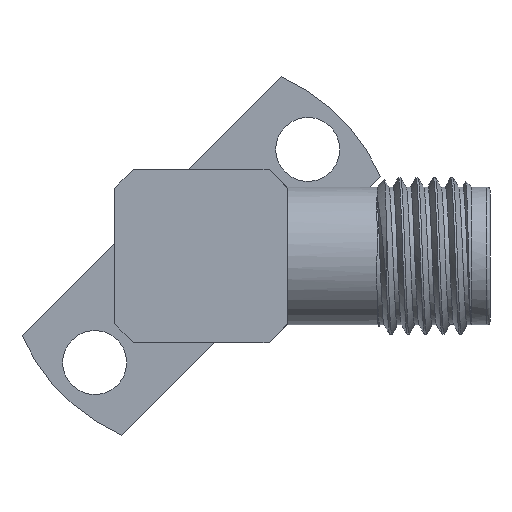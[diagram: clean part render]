
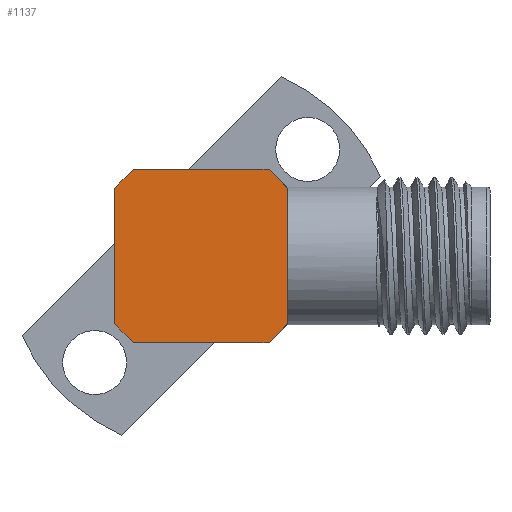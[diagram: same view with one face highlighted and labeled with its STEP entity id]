
A CAD part, left-side view. The second image highlights one B-rep face of the part: STEP entity #1137.
In plain terms, the highlighted planar face has unit normal (-1, 0, 0).
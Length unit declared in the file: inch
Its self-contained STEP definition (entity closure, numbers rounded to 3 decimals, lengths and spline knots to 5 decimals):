
#2 = EDGE_LOOP ( 'NONE', ( #694, #2596, #2564, #2258, #1649, #2681, #2805, #1849 ) ) ;
#59 = LINE ( 'NONE', #2066, #96 ) ;
#88 = VECTOR ( 'NONE', #1204, 39.37008 ) ;
#96 = VECTOR ( 'NONE', #551, 39.37008 ) ;
#320 = CARTESIAN_POINT ( 'NONE',  ( -0.125, 0., 0. ) ) ;
#356 = VECTOR ( 'NONE', #1490, 39.37008 ) ;
#382 = DIRECTION ( 'NONE',  ( 0., -0.707, -0.707 ) ) ;
#413 = DIRECTION ( 'NONE',  ( 0., 0.707, 0.707 ) ) ;
#445 = DIRECTION ( 'NONE',  ( 0., 0.707, -0.707 ) ) ;
#490 = VERTEX_POINT ( 'NONE', #3230 ) ;
#497 = EDGE_CURVE ( 'NONE', #1220, #490, #2978, .T. ) ;
#551 = DIRECTION ( 'NONE',  ( 0., 0., 1. ) ) ;
#580 = DIRECTION ( 'NONE',  ( -1., 0., 0. ) ) ;
#598 = EDGE_CURVE ( 'NONE', #1220, #684, #2697, .T. ) ;
#684 = VERTEX_POINT ( 'NONE', #3184 ) ;
#694 = ORIENTED_EDGE ( 'NONE', *, *, #2495, .F. ) ;
#719 = VERTEX_POINT ( 'NONE', #1185 ) ;
#912 = DIRECTION ( 'NONE',  ( 0., 1., 0. ) ) ;
#972 = CARTESIAN_POINT ( 'NONE',  ( -0.125, -0.138, 0.138 ) ) ;
#1137 = ADVANCED_FACE ( 'NONE', ( #2892 ), #1352, .T. ) ;
#1185 = CARTESIAN_POINT ( 'NONE',  ( -0.125, 0.108, 0.138 ) ) ;
#1204 = DIRECTION ( 'NONE',  ( 0., -0.707, 0.707 ) ) ;
#1220 = VERTEX_POINT ( 'NONE', #1562 ) ;
#1228 = CARTESIAN_POINT ( 'NONE',  ( -0.125, 0.138, -0.138 ) ) ;
#1250 = CARTESIAN_POINT ( 'NONE',  ( -0.125, 0.123, 0.123 ) ) ;
#1257 = VECTOR ( 'NONE', #413, 39.37008 ) ;
#1352 = PLANE ( 'NONE',  #3018 ) ;
#1380 = CARTESIAN_POINT ( 'NONE',  ( -0.125, 0.123, -0.123 ) ) ;
#1490 = DIRECTION ( 'NONE',  ( 0., 0., 1. ) ) ;
#1513 = VECTOR ( 'NONE', #912, 39.37008 ) ;
#1520 = VECTOR ( 'NONE', #2239, 39.37008 ) ;
#1534 = LINE ( 'NONE', #1228, #356 ) ;
#1544 = DIRECTION ( 'NONE',  ( 0., 1., 0. ) ) ;
#1562 = CARTESIAN_POINT ( 'NONE',  ( -0.125, -0.108, -0.138 ) ) ;
#1649 = ORIENTED_EDGE ( 'NONE', *, *, #2694, .T. ) ;
#1656 = VERTEX_POINT ( 'NONE', #2574 ) ;
#1745 = CARTESIAN_POINT ( 'NONE',  ( -0.125, -0.123, 0.123 ) ) ;
#1780 = VECTOR ( 'NONE', #445, 39.37008 ) ;
#1790 = CARTESIAN_POINT ( 'NONE',  ( -0.125, 0.138, 0.108 ) ) ;
#1796 = EDGE_CURVE ( 'NONE', #1656, #2248, #3030, .T. ) ;
#1837 = VECTOR ( 'NONE', #382, 39.37008 ) ;
#1849 = ORIENTED_EDGE ( 'NONE', *, *, #3250, .T. ) ;
#1865 = VERTEX_POINT ( 'NONE', #1790 ) ;
#1911 = CARTESIAN_POINT ( 'NONE',  ( -0.125, -0.123, -0.123 ) ) ;
#1958 = LINE ( 'NONE', #1250, #1780 ) ;
#2066 = CARTESIAN_POINT ( 'NONE',  ( -0.125, -0.138, -0.138 ) ) ;
#2106 = EDGE_CURVE ( 'NONE', #3001, #490, #2874, .T. ) ;
#2239 = DIRECTION ( 'NONE',  ( 0., 1., 0. ) ) ;
#2248 = VERTEX_POINT ( 'NONE', #2923 ) ;
#2258 = ORIENTED_EDGE ( 'NONE', *, *, #598, .T. ) ;
#2429 = CARTESIAN_POINT ( 'NONE',  ( -0.125, -0.138, -0.138 ) ) ;
#2454 = EDGE_CURVE ( 'NONE', #2248, #719, #2524, .T. ) ;
#2495 = EDGE_CURVE ( 'NONE', #3001, #1865, #1534, .T. ) ;
#2524 = LINE ( 'NONE', #972, #1520 ) ;
#2564 = ORIENTED_EDGE ( 'NONE', *, *, #497, .F. ) ;
#2574 = CARTESIAN_POINT ( 'NONE',  ( -0.125, -0.138, 0.108 ) ) ;
#2596 = ORIENTED_EDGE ( 'NONE', *, *, #2106, .T. ) ;
#2681 = ORIENTED_EDGE ( 'NONE', *, *, #1796, .T. ) ;
#2694 = EDGE_CURVE ( 'NONE', #684, #1656, #59, .T. ) ;
#2697 = LINE ( 'NONE', #1911, #88 ) ;
#2805 = ORIENTED_EDGE ( 'NONE', *, *, #2454, .T. ) ;
#2874 = LINE ( 'NONE', #1380, #1837 ) ;
#2892 = FACE_OUTER_BOUND ( 'NONE', #2, .T. ) ;
#2923 = CARTESIAN_POINT ( 'NONE',  ( -0.125, -0.108, 0.138 ) ) ;
#2941 = CARTESIAN_POINT ( 'NONE',  ( -0.125, 0.138, -0.108 ) ) ;
#2978 = LINE ( 'NONE', #2429, #1513 ) ;
#3001 = VERTEX_POINT ( 'NONE', #2941 ) ;
#3018 = AXIS2_PLACEMENT_3D ( 'NONE', #320, #580, #1544 ) ;
#3030 = LINE ( 'NONE', #1745, #1257 ) ;
#3184 = CARTESIAN_POINT ( 'NONE',  ( -0.125, -0.138, -0.108 ) ) ;
#3230 = CARTESIAN_POINT ( 'NONE',  ( -0.125, 0.108, -0.138 ) ) ;
#3250 = EDGE_CURVE ( 'NONE', #719, #1865, #1958, .T. ) ;
